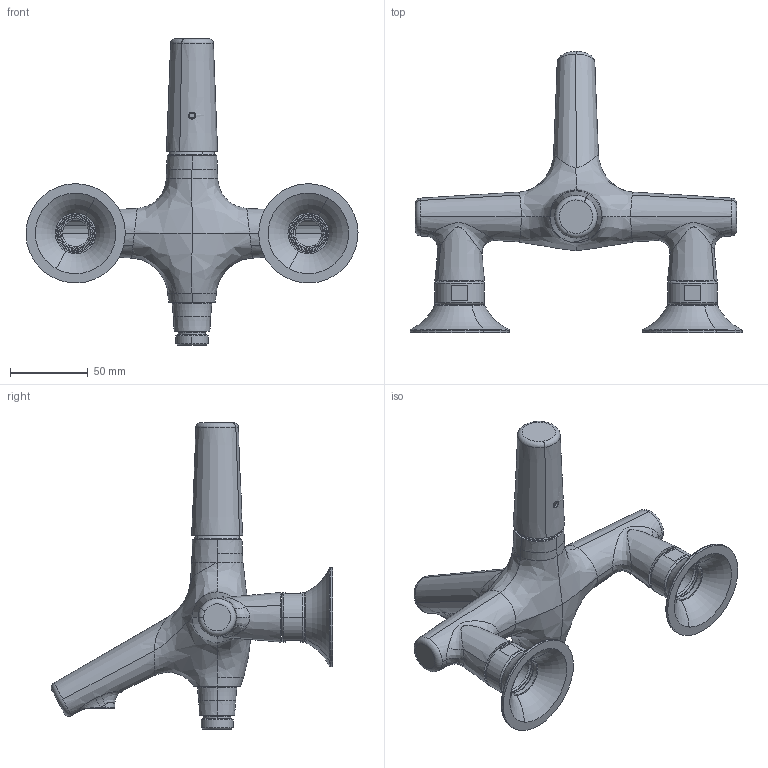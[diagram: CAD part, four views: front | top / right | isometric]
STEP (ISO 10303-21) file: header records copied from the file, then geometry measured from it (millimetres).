
FILE_DESCRIPTION(('CATIA V5 STEP Exchange'),'2;1');
FILE_NAME('VI 00013 4 MonoVasca.stp','2018-11-19T08:24:51+00:00',('none'),('none'),'Version 5-6 Release 2013','CATIA V5 STEP AP203','none');
FILE_SCHEMA(('CONFIG_CONTROL_DESIGN'));
Length unit declared in the file: millimetre
Products named in the file (1): VI 00013 4
Bounding box: 213.98 x 181.38 x 197.5 mm (x, y, z)
Volume: 209899 mm3; surface area: 133769.9 mm2
Topology: 4 solids, 8 shells, 1150 faces, 2737 edges, 1639 vertices
Faces by surface type: plane 320, cylinder 278, bspline 211, cone 166, torus 125, sphere 42, extrusion 6, revolution 2
Entity records: 125670 total; most frequent: CARTESIAN_POINT 103042, ORIENTED_EDGE 5414, DIRECTION 3118, EDGE_CURVE 2707, VERTEX_POINT 1639, AXIS2_PLACEMENT_3D 1480, EDGE_LOOP 1243, ADVANCED_FACE 1150
